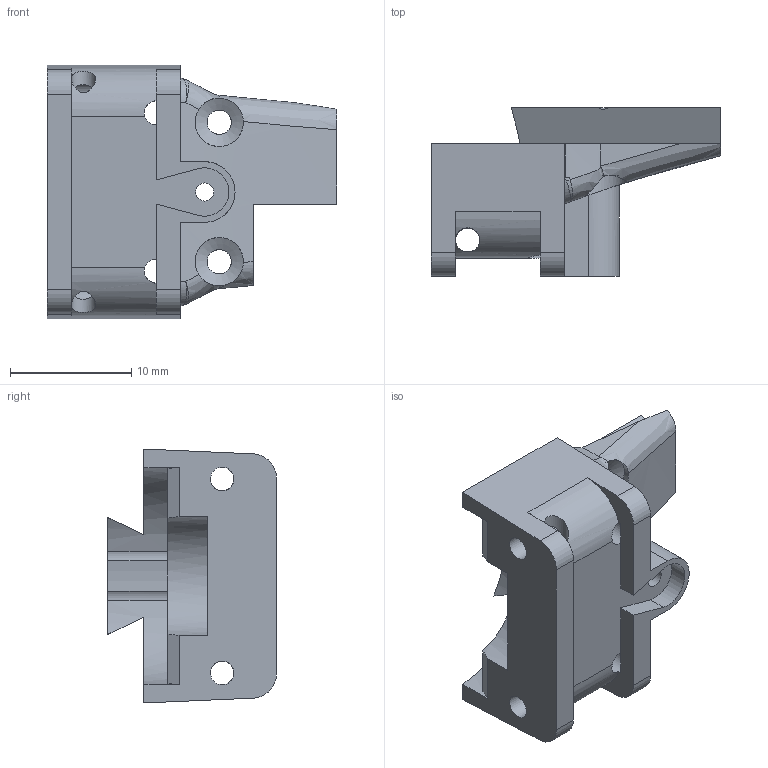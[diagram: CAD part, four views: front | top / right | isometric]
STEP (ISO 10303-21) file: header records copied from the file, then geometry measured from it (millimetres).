
FILE_DESCRIPTION(/* description */ ('STEP AP214'),/* implementation_level */ '2;1');
FILE_NAME(/* name */ '683c519c4258294a187f4261',/* time_stamp */ '2025-06-01T13:11:57Z',/* author */ (''),/* organization */ (''),/* preprocessor_version */ 'ST-DEVELOPER v20',/* originating_system */ 'ONSHAPE BY PTC INC, 1.198',/* authorisation */ ' ');
FILE_SCHEMA (('AUTOMOTIVE_DESIGN {1 0 10303 214 3 1 1}'));
Length unit declared in the file: metre
Products named in the file (1): Part 146
Bounding box: 23.9 x 13.93 x 20.95 mm (x, y, z)
Volume: 2461.8 mm3; surface area: 2327.6 mm2
Topology: 1 solids, 1 shells, 78 faces, 239 edges, 155 vertices
Faces by surface type: plane 34, cylinder 27, bspline 15, cone 2
Full cylindrical faces by diameter (mm): 1.5 x1, 1.95 x2, 2 x7, 3 x1
Entity records: 3570 total; most frequent: CARTESIAN_POINT 1587, ORIENTED_EDGE 432, DIRECTION 347, EDGE_CURVE 216, VERTEX_POINT 148, AXIS2_PLACEMENT_3D 127, EDGE_LOOP 110, FACE_BOUND 110
